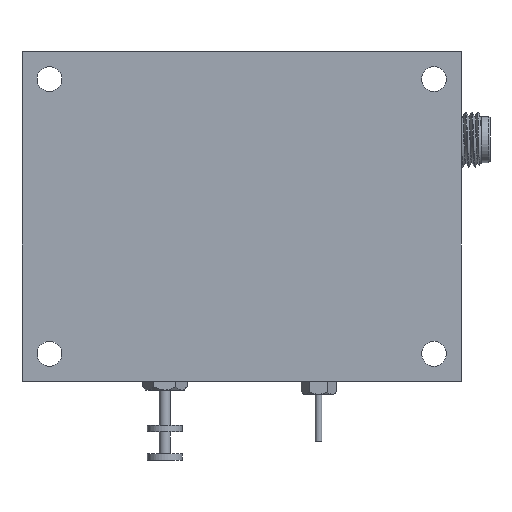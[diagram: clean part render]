
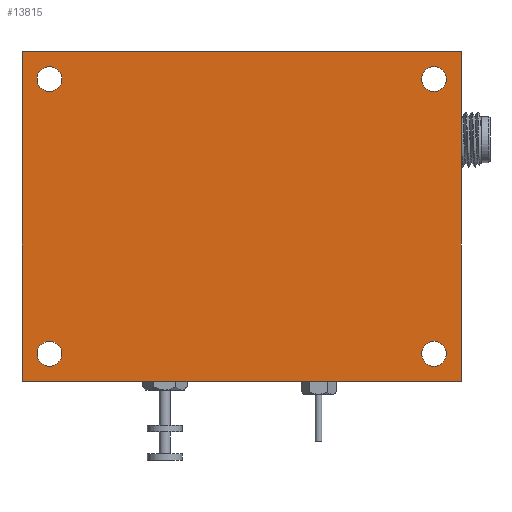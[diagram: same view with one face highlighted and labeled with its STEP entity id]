
A CAD part, front view. The second image highlights one B-rep face of the part: STEP entity #13815.
In plain terms, the highlighted planar face has unit normal (0, -1, 0).
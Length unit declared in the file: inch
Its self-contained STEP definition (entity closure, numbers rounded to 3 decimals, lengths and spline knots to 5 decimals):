
#764 = ORIENTED_EDGE ( 'NONE', *, *, #34037, .F. ) ;
#841 = CARTESIAN_POINT ( 'NONE',  ( -1., 0., -0.75 ) ) ;
#1167 = DIRECTION ( 'NONE',  ( -1., 0., 0. ) ) ;
#1198 = CIRCLE ( 'NONE', #12004, 0.0565 ) ;
#1855 = DIRECTION ( 'NONE',  ( 1., 0., 0. ) ) ;
#1911 = CIRCLE ( 'NONE', #10747, 0.0565 ) ;
#3497 = DIRECTION ( 'NONE',  ( 0., -1., 0. ) ) ;
#3585 = LINE ( 'NONE', #23904, #30648 ) ;
#3663 = DIRECTION ( 'NONE',  ( -1., 0., 0. ) ) ;
#3685 = VECTOR ( 'NONE', #41447, 39.37008 ) ;
#3855 = CIRCLE ( 'NONE', #26603, 0.0565 ) ;
#3910 = EDGE_CURVE ( 'NONE', #33709, #33709, #1198, .T. ) ;
#4687 = ORIENTED_EDGE ( 'NONE', *, *, #3910, .F. ) ;
#5594 = ORIENTED_EDGE ( 'NONE', *, *, #23643, .F. ) ;
#5781 = EDGE_LOOP ( 'NONE', ( #34400 ) ) ;
#6814 = ORIENTED_EDGE ( 'NONE', *, *, #42865, .F. ) ;
#6835 = DIRECTION ( 'NONE',  ( -1., 0., 0. ) ) ;
#6866 = VECTOR ( 'NONE', #1167, 39.37008 ) ;
#7128 = CARTESIAN_POINT ( 'NONE',  ( 1., 0., -0.75 ) ) ;
#7203 = DIRECTION ( 'NONE',  ( -1., 0., 0. ) ) ;
#8126 = VERTEX_POINT ( 'NONE', #23955 ) ;
#8996 = DIRECTION ( 'NONE',  ( 0., -1., 0. ) ) ;
#10099 = EDGE_CURVE ( 'NONE', #36024, #36024, #3855, .T. ) ;
#10747 = AXIS2_PLACEMENT_3D ( 'NONE', #21668, #3497, #36519 ) ;
#11425 = ORIENTED_EDGE ( 'NONE', *, *, #25687, .F. ) ;
#12004 = AXIS2_PLACEMENT_3D ( 'NONE', #19751, #8996, #42023 ) ;
#12071 = VECTOR ( 'NONE', #29863, 39.37008 ) ;
#12667 = LINE ( 'NONE', #19379, #12071 ) ;
#13087 = VERTEX_POINT ( 'NONE', #34358 ) ;
#13815 = ADVANCED_FACE ( 'NONE', ( #24366, #21469, #40489, #31848, #38185 ), #47421, .T. ) ;
#13865 = CARTESIAN_POINT ( 'NONE',  ( 0., 0., 0. ) ) ;
#14034 = CARTESIAN_POINT ( 'NONE',  ( 0.8185, 0., -0.625 ) ) ;
#14191 = DIRECTION ( 'NONE',  ( 0., -1., 0. ) ) ;
#14892 = DIRECTION ( 'NONE',  ( 0., -1., 0. ) ) ;
#16158 = AXIS2_PLACEMENT_3D ( 'NONE', #47817, #25717, #3663 ) ;
#16616 = LINE ( 'NONE', #841, #6866 ) ;
#19379 = CARTESIAN_POINT ( 'NONE',  ( 1., 0., 0.75 ) ) ;
#19751 = CARTESIAN_POINT ( 'NONE',  ( -0.875, 0., -0.625 ) ) ;
#20812 = CARTESIAN_POINT ( 'NONE',  ( -0.9315, 0., -0.625 ) ) ;
#21121 = CARTESIAN_POINT ( 'NONE',  ( -0.9315, 0., 0.625 ) ) ;
#21242 = AXIS2_PLACEMENT_3D ( 'NONE', #13865, #14191, #6835 ) ;
#21469 = FACE_BOUND ( 'NONE', #5781, .T. ) ;
#21668 = CARTESIAN_POINT ( 'NONE',  ( 0.875, 0., 0.625 ) ) ;
#22725 = CARTESIAN_POINT ( 'NONE',  ( -1., 0., 0.75 ) ) ;
#23292 = VERTEX_POINT ( 'NONE', #21121 ) ;
#23643 = EDGE_CURVE ( 'NONE', #38431, #8126, #42879, .T. ) ;
#23904 = CARTESIAN_POINT ( 'NONE',  ( -1., 0., 0.75 ) ) ;
#23955 = CARTESIAN_POINT ( 'NONE',  ( -1., 0., 0.75 ) ) ;
#24366 = FACE_BOUND ( 'NONE', #28697, .T. ) ;
#25687 = EDGE_CURVE ( 'NONE', #8126, #13087, #3585, .T. ) ;
#25717 = DIRECTION ( 'NONE',  ( 0., -1., 0. ) ) ;
#26603 = AXIS2_PLACEMENT_3D ( 'NONE', #29242, #14892, #7203 ) ;
#28571 = CARTESIAN_POINT ( 'NONE',  ( -1., 0., -0.75 ) ) ;
#28697 = EDGE_LOOP ( 'NONE', ( #4687 ) ) ;
#29242 = CARTESIAN_POINT ( 'NONE',  ( 0.875, 0., -0.625 ) ) ;
#29863 = DIRECTION ( 'NONE',  ( 0., 0., -1. ) ) ;
#30648 = VECTOR ( 'NONE', #1855, 39.37008 ) ;
#31279 = EDGE_LOOP ( 'NONE', ( #6814 ) ) ;
#31848 = FACE_BOUND ( 'NONE', #33228, .T. ) ;
#32094 = CARTESIAN_POINT ( 'NONE',  ( 0.8185, 0., 0.625 ) ) ;
#33228 = EDGE_LOOP ( 'NONE', ( #35117 ) ) ;
#33709 = VERTEX_POINT ( 'NONE', #20812 ) ;
#34037 = EDGE_CURVE ( 'NONE', #13087, #38183, #12667, .T. ) ;
#34358 = CARTESIAN_POINT ( 'NONE',  ( 1., 0., 0.75 ) ) ;
#34400 = ORIENTED_EDGE ( 'NONE', *, *, #10099, .F. ) ;
#34609 = ORIENTED_EDGE ( 'NONE', *, *, #35934, .F. ) ;
#35117 = ORIENTED_EDGE ( 'NONE', *, *, #45470, .F. ) ;
#35934 = EDGE_CURVE ( 'NONE', #38183, #38431, #16616, .T. ) ;
#35972 = VERTEX_POINT ( 'NONE', #32094 ) ;
#36024 = VERTEX_POINT ( 'NONE', #14034 ) ;
#36519 = DIRECTION ( 'NONE',  ( -1., 0., 0. ) ) ;
#37803 = CIRCLE ( 'NONE', #16158, 0.0565 ) ;
#38183 = VERTEX_POINT ( 'NONE', #7128 ) ;
#38185 = FACE_OUTER_BOUND ( 'NONE', #40558, .T. ) ;
#38431 = VERTEX_POINT ( 'NONE', #28571 ) ;
#40489 = FACE_BOUND ( 'NONE', #31279, .T. ) ;
#40558 = EDGE_LOOP ( 'NONE', ( #764, #11425, #5594, #34609 ) ) ;
#41447 = DIRECTION ( 'NONE',  ( 0., 0., 1. ) ) ;
#42023 = DIRECTION ( 'NONE',  ( -1., 0., 0. ) ) ;
#42865 = EDGE_CURVE ( 'NONE', #35972, #35972, #1911, .T. ) ;
#42879 = LINE ( 'NONE', #22725, #3685 ) ;
#45470 = EDGE_CURVE ( 'NONE', #23292, #23292, #37803, .T. ) ;
#47421 = PLANE ( 'NONE',  #21242 ) ;
#47817 = CARTESIAN_POINT ( 'NONE',  ( -0.875, 0., 0.625 ) ) ;
